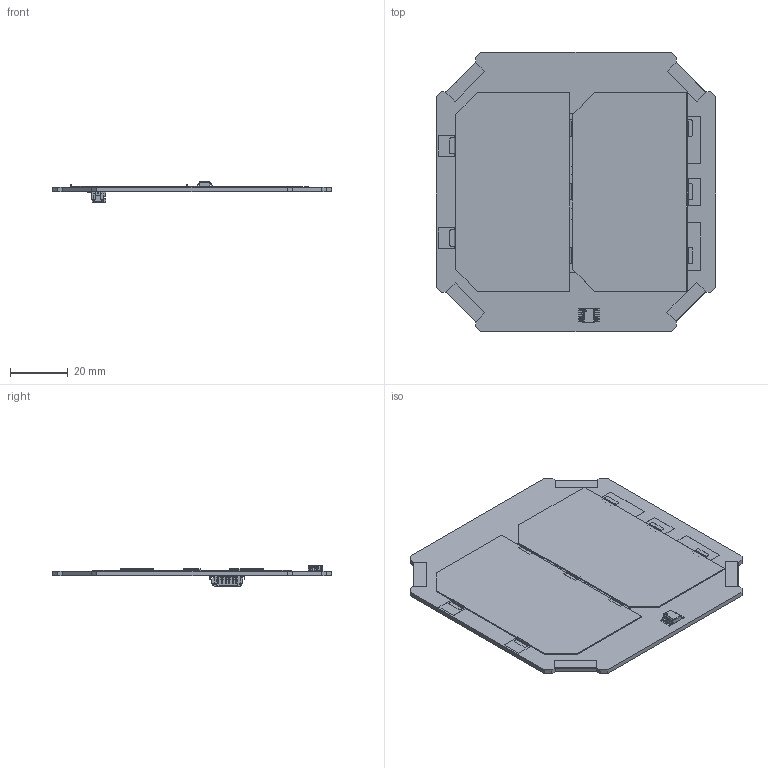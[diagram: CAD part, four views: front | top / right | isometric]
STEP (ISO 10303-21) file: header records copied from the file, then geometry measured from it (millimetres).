
FILE_DESCRIPTION (( 'STEP AP214' ), '1' );
FILE_NAME ('3d-25-00326-revA.STEP', '2010-11-05T16:16:20', ( '' ), ( '' ), 'SwSTEP 2.0', 'SolidWorks 2009', '' );
FILE_SCHEMA (( 'AUTOMOTIVE_DESIGN' ));
Length unit declared in the file: millimetre
Products named in the file (6): 3d-25-00326-revA; DF13-6P-125H; SO-8; 15-00255; 15-00255_END OF STRING CELL; sp-l-s1u-0024-cs-mgt reva
Assembly tree (5 placements, depth 2):
  3d-25-00326-revA
    DF13-6P-125H
    sp-l-s1u-0024-cs-mgt reva
    SO-8
    15-00255_END OF STRING CELL
    15-00255
Bounding box: 96.98 x 96.98 x 7.1 mm (x, y, z)
Volume: 16410.6 mm3; surface area: 30121.8 mm2
Topology: 15 solids, 15 shells, 901 faces, 2404 edges, 1560 vertices
Faces by surface type: plane 697, cylinder 186, sphere 10, cone 4, bspline 4
Entity records: 30936 total; most frequent: CARTESIAN_POINT 5029, ORIENTED_EDGE 4796, DIRECTION 4558, EDGE_CURVE 2398, VECTOR 2004, LINE 2004, VERTEX_POINT 1560, AXIS2_PLACEMENT_3D 1277
